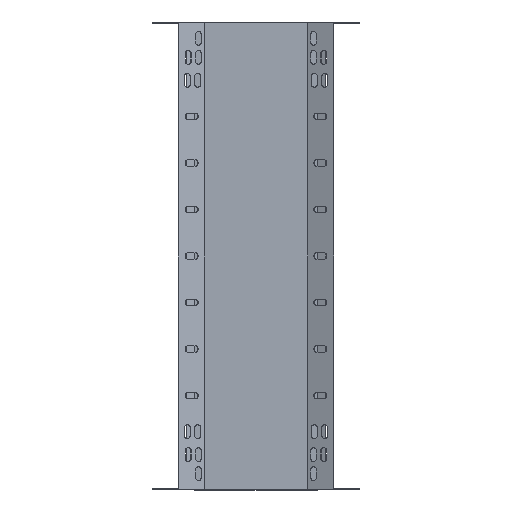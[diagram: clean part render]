
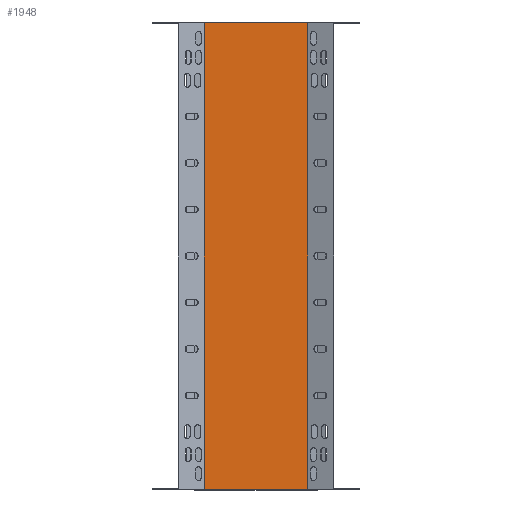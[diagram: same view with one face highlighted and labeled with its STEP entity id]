
A CAD part, front view. The second image highlights one B-rep face of the part: STEP entity #1948.
In plain terms, the highlighted planar face has unit normal (0, -1, 0).
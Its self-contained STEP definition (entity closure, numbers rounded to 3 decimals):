
#326 = DIRECTION ( 'NONE',  ( 1., 0., 0. ) ) ;
#654 = FACE_OUTER_BOUND ( 'NONE', #5768, .T. ) ;
#1222 = ORIENTED_EDGE ( 'NONE', *, *, #1476, .F. ) ;
#1257 = CARTESIAN_POINT ( 'NONE',  ( -55.75, -51., -249. ) ) ;
#1476 = EDGE_CURVE ( 'NONE', #2169, #2559, #2130, .T. ) ;
#1555 = VERTEX_POINT ( 'NONE', #6372 ) ;
#1948 = ADVANCED_FACE ( 'NONE', ( #654 ), #4094, .T. ) ;
#2130 = LINE ( 'NONE', #1257, #7336 ) ;
#2169 = VERTEX_POINT ( 'NONE', #5030 ) ;
#2350 = EDGE_CURVE ( 'NONE', #2169, #2997, #8665, .T. ) ;
#2559 = VERTEX_POINT ( 'NONE', #3867 ) ;
#2674 = DIRECTION ( 'NONE',  ( -1., 0., 0. ) ) ;
#2997 = VERTEX_POINT ( 'NONE', #6848 ) ;
#3867 = CARTESIAN_POINT ( 'NONE',  ( -55.75, -51., 250.8 ) ) ;
#4094 = PLANE ( 'NONE',  #4122 ) ;
#4110 = EDGE_CURVE ( 'NONE', #2997, #1555, #5932, .T. ) ;
#4122 = AXIS2_PLACEMENT_3D ( 'NONE', #4908, #6820, #2674 ) ;
#4908 = CARTESIAN_POINT ( 'NONE',  ( -55.75, -51., -249. ) ) ;
#5030 = CARTESIAN_POINT ( 'NONE',  ( -55.75, -51., -250.8 ) ) ;
#5129 = VECTOR ( 'NONE', #326, 1000. ) ;
#5422 = DIRECTION ( 'NONE',  ( 0., 0., 1. ) ) ;
#5441 = CARTESIAN_POINT ( 'NONE',  ( 55.75, -51., -249. ) ) ;
#5512 = EDGE_CURVE ( 'NONE', #1555, #2559, #7957, .T. ) ;
#5768 = EDGE_LOOP ( 'NONE', ( #1222, #7626, #5989, #8043 ) ) ;
#5932 = LINE ( 'NONE', #5441, #6039 ) ;
#5989 = ORIENTED_EDGE ( 'NONE', *, *, #4110, .T. ) ;
#6039 = VECTOR ( 'NONE', #5422, 1000. ) ;
#6372 = CARTESIAN_POINT ( 'NONE',  ( 55.75, -51., 250.8 ) ) ;
#6820 = DIRECTION ( 'NONE',  ( 0., -1., 0. ) ) ;
#6848 = CARTESIAN_POINT ( 'NONE',  ( 55.75, -51., -250.8 ) ) ;
#7124 = DIRECTION ( 'NONE',  ( 0., 0., 1. ) ) ;
#7336 = VECTOR ( 'NONE', #7124, 1000. ) ;
#7626 = ORIENTED_EDGE ( 'NONE', *, *, #2350, .T. ) ;
#7945 = VECTOR ( 'NONE', #8594, 1000. ) ;
#7957 = LINE ( 'NONE', #8597, #7945 ) ;
#8043 = ORIENTED_EDGE ( 'NONE', *, *, #5512, .T. ) ;
#8443 = CARTESIAN_POINT ( 'NONE',  ( -56.881, -51., -250.8 ) ) ;
#8594 = DIRECTION ( 'NONE',  ( -1., 0., 0. ) ) ;
#8597 = CARTESIAN_POINT ( 'NONE',  ( 56.881, -51., 250.8 ) ) ;
#8665 = LINE ( 'NONE', #8443, #5129 ) ;
